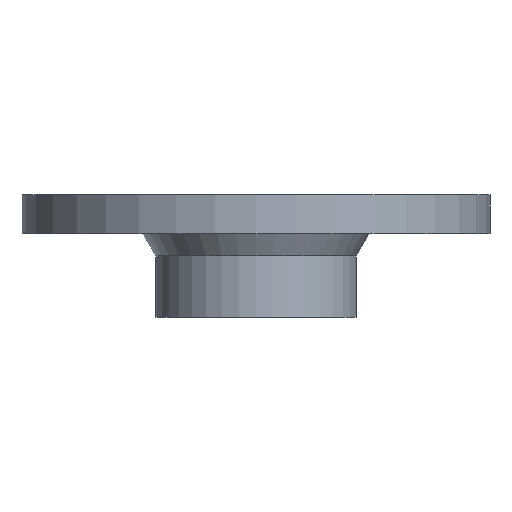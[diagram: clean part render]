
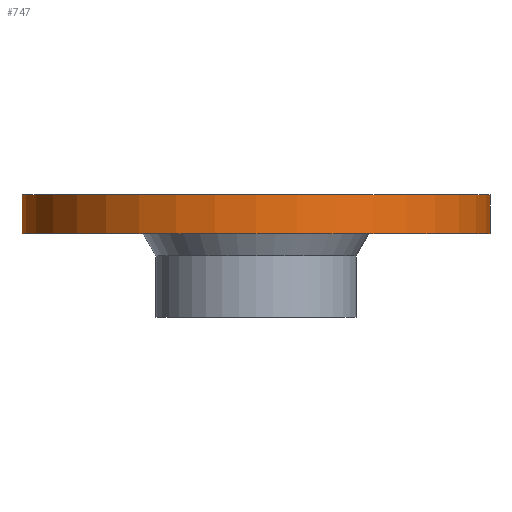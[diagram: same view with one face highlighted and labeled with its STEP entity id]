
A CAD part, front view. The second image highlights one B-rep face of the part: STEP entity #747.
In plain terms, the highlighted cylindrical face has radius 10.5 mm (diameter 21 mm), a partial arc.
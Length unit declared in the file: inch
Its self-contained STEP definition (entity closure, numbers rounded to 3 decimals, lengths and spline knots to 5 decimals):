
#59 = EDGE_CURVE ( 'NONE', #885, #1142, #1823, .T. ) ;
#343 = VECTOR ( 'NONE', #1193, 39.37008 ) ;
#412 = VECTOR ( 'NONE', #1454, 39.37008 ) ;
#424 = CARTESIAN_POINT ( 'NONE',  ( -0.40354, 0., 0.0689 ) ) ;
#486 = EDGE_LOOP ( 'NONE', ( #2785, #2746, #1180, #2386 ) ) ;
#517 = CARTESIAN_POINT ( 'NONE',  ( -0.40354, 0., 0. ) ) ;
#739 = DIRECTION ( 'NONE',  ( 1., 0., 0. ) ) ;
#747 = ADVANCED_FACE ( 'NONE', ( #2169 ), #2096, .T. ) ;
#847 = VERTEX_POINT ( 'NONE', #2637 ) ;
#885 = VERTEX_POINT ( 'NONE', #2888 ) ;
#968 = AXIS2_PLACEMENT_3D ( 'NONE', #517, #2205, #739 ) ;
#999 = LINE ( 'NONE', #1848, #412 ) ;
#1142 = VERTEX_POINT ( 'NONE', #2009 ) ;
#1157 = DIRECTION ( 'NONE',  ( 1., 0., 0. ) ) ;
#1180 = ORIENTED_EDGE ( 'NONE', *, *, #2182, .T. ) ;
#1193 = DIRECTION ( 'NONE',  ( 0., 0., 1. ) ) ;
#1365 = CARTESIAN_POINT ( 'NONE',  ( -0.81693, 0., 0. ) ) ;
#1454 = DIRECTION ( 'NONE',  ( 0., 0., 1. ) ) ;
#1651 = LINE ( 'NONE', #1365, #343 ) ;
#1698 = AXIS2_PLACEMENT_3D ( 'NONE', #2160, #2918, #1157 ) ;
#1823 = CIRCLE ( 'NONE', #2000, 0.41339 ) ;
#1838 = DIRECTION ( 'NONE',  ( 0., 0., 1. ) ) ;
#1848 = CARTESIAN_POINT ( 'NONE',  ( 0.00984, 0., 0. ) ) ;
#2000 = AXIS2_PLACEMENT_3D ( 'NONE', #424, #1838, #2092 ) ;
#2009 = CARTESIAN_POINT ( 'NONE',  ( 0.00984, 0., 0.0689 ) ) ;
#2092 = DIRECTION ( 'NONE',  ( 1., 0., 0. ) ) ;
#2096 = CYLINDRICAL_SURFACE ( 'NONE', #1698, 0.41339 ) ;
#2160 = CARTESIAN_POINT ( 'NONE',  ( -0.40354, 0., 0. ) ) ;
#2169 = FACE_OUTER_BOUND ( 'NONE', #486, .T. ) ;
#2182 = EDGE_CURVE ( 'NONE', #847, #1142, #999, .T. ) ;
#2198 = EDGE_CURVE ( 'NONE', #2669, #885, #1651, .T. ) ;
#2205 = DIRECTION ( 'NONE',  ( 0., 0., 1. ) ) ;
#2386 = ORIENTED_EDGE ( 'NONE', *, *, #59, .F. ) ;
#2510 = EDGE_CURVE ( 'NONE', #2669, #847, #2975, .T. ) ;
#2570 = CARTESIAN_POINT ( 'NONE',  ( -0.81693, 0., 0. ) ) ;
#2637 = CARTESIAN_POINT ( 'NONE',  ( 0.00984, 0., 0. ) ) ;
#2669 = VERTEX_POINT ( 'NONE', #2570 ) ;
#2746 = ORIENTED_EDGE ( 'NONE', *, *, #2510, .T. ) ;
#2785 = ORIENTED_EDGE ( 'NONE', *, *, #2198, .F. ) ;
#2888 = CARTESIAN_POINT ( 'NONE',  ( -0.81693, 0., 0.0689 ) ) ;
#2918 = DIRECTION ( 'NONE',  ( 0., 0., 1. ) ) ;
#2975 = CIRCLE ( 'NONE', #968, 0.41339 ) ;
